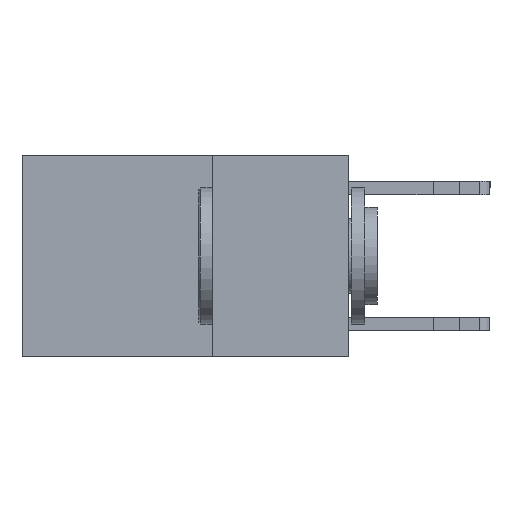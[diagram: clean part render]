
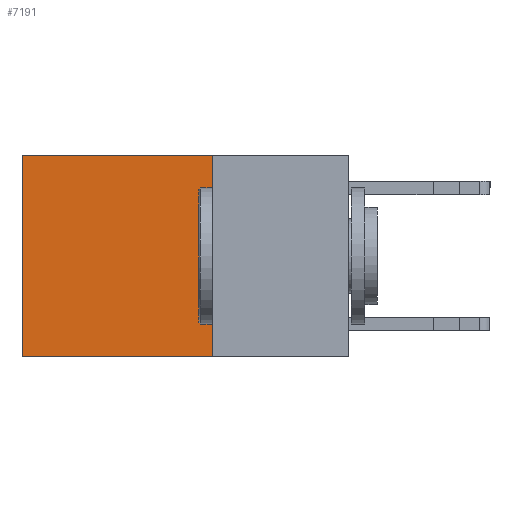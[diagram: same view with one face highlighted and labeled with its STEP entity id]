
A CAD part, left-side view. The second image highlights one B-rep face of the part: STEP entity #7191.
In plain terms, the highlighted planar face has unit normal (-1, 0, 0).
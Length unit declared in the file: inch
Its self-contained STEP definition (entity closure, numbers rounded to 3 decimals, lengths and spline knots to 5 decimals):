
#715 = DIRECTION ( 'NONE',  ( 0., 0., -1. ) ) ;
#868 = CARTESIAN_POINT ( 'NONE',  ( 0.2625, 0.25, 0. ) ) ;
#1731 = ORIENTED_EDGE ( 'NONE', *, *, #7877, .F. ) ;
#2046 = CARTESIAN_POINT ( 'NONE',  ( 0.2625, 0.6, -0.37 ) ) ;
#2084 = ORIENTED_EDGE ( 'NONE', *, *, #13393, .T. ) ;
#2548 = VERTEX_POINT ( 'NONE', #5722 ) ;
#2935 = VERTEX_POINT ( 'NONE', #12770 ) ;
#3019 = VECTOR ( 'NONE', #4155, 39.37008 ) ;
#3278 = CARTESIAN_POINT ( 'NONE',  ( 0.2625, 0.25, -0.37 ) ) ;
#3435 = VECTOR ( 'NONE', #8075, 39.37008 ) ;
#3895 = EDGE_CURVE ( 'NONE', #11102, #11015, #8297, .T. ) ;
#4155 = DIRECTION ( 'NONE',  ( 0., 0., -1. ) ) ;
#4226 = CARTESIAN_POINT ( 'NONE',  ( 0.2625, 0.6, 0. ) ) ;
#5222 = CARTESIAN_POINT ( 'NONE',  ( 0.2625, 0.25, 0. ) ) ;
#5722 = CARTESIAN_POINT ( 'NONE',  ( 0.2625, 0.6, 0. ) ) ;
#7191 = ADVANCED_FACE ( 'NONE', ( #10793 ), #14265, .F. ) ;
#7877 = EDGE_CURVE ( 'NONE', #2935, #11102, #8010, .T. ) ;
#8010 = LINE ( 'NONE', #8829, #9983 ) ;
#8075 = DIRECTION ( 'NONE',  ( 0., 1., 0. ) ) ;
#8297 = LINE ( 'NONE', #13700, #3435 ) ;
#8370 = ORIENTED_EDGE ( 'NONE', *, *, #8575, .T. ) ;
#8403 = EDGE_LOOP ( 'NONE', ( #8370, #10531, #1731, #2084 ) ) ;
#8575 = EDGE_CURVE ( 'NONE', #2548, #11015, #12184, .T. ) ;
#8829 = CARTESIAN_POINT ( 'NONE',  ( 0.2625, 0.25, 0. ) ) ;
#9743 = DIRECTION ( 'NONE',  ( 0., 1., 0. ) ) ;
#9983 = VECTOR ( 'NONE', #12523, 39.37008 ) ;
#10531 = ORIENTED_EDGE ( 'NONE', *, *, #3895, .F. ) ;
#10793 = FACE_OUTER_BOUND ( 'NONE', #8403, .T. ) ;
#10940 = DIRECTION ( 'NONE',  ( 1., 0., 0. ) ) ;
#11015 = VERTEX_POINT ( 'NONE', #2046 ) ;
#11102 = VERTEX_POINT ( 'NONE', #3278 ) ;
#11132 = LINE ( 'NONE', #5222, #12487 ) ;
#11867 = AXIS2_PLACEMENT_3D ( 'NONE', #868, #10940, #715 ) ;
#12184 = LINE ( 'NONE', #4226, #3019 ) ;
#12487 = VECTOR ( 'NONE', #9743, 39.37008 ) ;
#12523 = DIRECTION ( 'NONE',  ( 0., 0., -1. ) ) ;
#12770 = CARTESIAN_POINT ( 'NONE',  ( 0.2625, 0.25, 0. ) ) ;
#13393 = EDGE_CURVE ( 'NONE', #2935, #2548, #11132, .T. ) ;
#13700 = CARTESIAN_POINT ( 'NONE',  ( 0.2625, 0.25, -0.37 ) ) ;
#14265 = PLANE ( 'NONE',  #11867 ) ;
